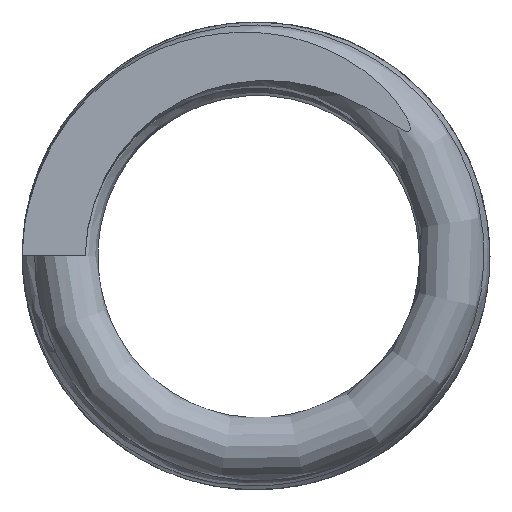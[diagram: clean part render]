
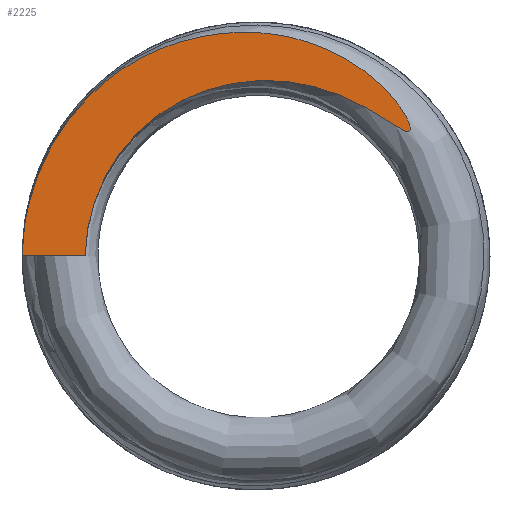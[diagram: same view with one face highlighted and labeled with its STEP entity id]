
A CAD part, front view. The second image highlights one B-rep face of the part: STEP entity #2225.
In plain terms, the highlighted planar face has unit normal (0, -1, 0).
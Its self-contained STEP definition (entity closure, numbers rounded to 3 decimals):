
#4 = CARTESIAN_POINT ( 'NONE',  ( 2.163, 0., 3.648 ) ) ;
#14 = CARTESIAN_POINT ( 'NONE',  ( -1.487, 0., 4.24 ) ) ;
#26 = CARTESIAN_POINT ( 'NONE',  ( -4.625, 0., 0. ) ) ;
#236 = ORIENTED_EDGE ( 'NONE', *, *, #1143, .F. ) ;
#250 = CARTESIAN_POINT ( 'NONE',  ( -2.637, 0., 2.114 ) ) ;
#263 = CARTESIAN_POINT ( 'NONE',  ( 1.069, 0., 3.375 ) ) ;
#275 = CARTESIAN_POINT ( 'NONE',  ( 3.036, 0., 2.472 ) ) ;
#289 = CARTESIAN_POINT ( 'NONE',  ( 1.652, 0., 3.971 ) ) ;
#302 = CARTESIAN_POINT ( 'NONE',  ( -2.053, 0., 4.027 ) ) ;
#313 = CARTESIAN_POINT ( 'NONE',  ( -4.625, 0., 0. ) ) ;
#390 = EDGE_LOOP ( 'NONE', ( #2754, #236 ) ) ;
#524 = CARTESIAN_POINT ( 'NONE',  ( -2.218, 0., 2.567 ) ) ;
#535 = CARTESIAN_POINT ( 'NONE',  ( 1.659, 0., 3.185 ) ) ;
#559 = CARTESIAN_POINT ( 'NONE',  ( 3.049, 0., 2.535 ) ) ;
#576 = CARTESIAN_POINT ( 'NONE',  ( 1.097, 0., 4.212 ) ) ;
#591 = CARTESIAN_POINT ( 'NONE',  ( -2.923, 0., 3.514 ) ) ;
#697 = LINE ( 'NONE', #2710, #2205 ) ;
#795 = CARTESIAN_POINT ( 'NONE',  ( -3.375, 0., 0. ) ) ;
#804 = CARTESIAN_POINT ( 'NONE',  ( -1.719, 0., 2.938 ) ) ;
#817 = CARTESIAN_POINT ( 'NONE',  ( 2.217, 0., 2.911 ) ) ;
#824 = CARTESIAN_POINT ( 'NONE',  ( 3.014, 0., 2.658 ) ) ;
#838 = CARTESIAN_POINT ( 'NONE',  ( 0.51, 0., 4.364 ) ) ;
#847 = CARTESIAN_POINT ( 'NONE',  ( -3.496, 0., 2.952 ) ) ;
#1046 = CARTESIAN_POINT ( 'NONE',  ( -1.166, 0., 3.215 ) ) ;
#1056 = CARTESIAN_POINT ( 'NONE',  ( 2.656, 0., 2.637 ) ) ;
#1060 = CARTESIAN_POINT ( 'NONE',  ( -3.375, 0., 0. ) ) ;
#1067 = CARTESIAN_POINT ( 'NONE',  ( 2.945, 0., 2.795 ) ) ;
#1078 = CARTESIAN_POINT ( 'NONE',  ( -0.091, 0., 4.426 ) ) ;
#1087 = CARTESIAN_POINT ( 'NONE',  ( -3.865, 0., 2.471 ) ) ;
#1143 = EDGE_CURVE ( 'NONE', #2128, #2999, #697, .T. ) ;
#1270 = CARTESIAN_POINT ( 'NONE',  ( -3.273, 0., 0.818 ) ) ;
#1280 = CARTESIAN_POINT ( 'NONE',  ( -0.57, 0., 3.395 ) ) ;
#1294 = CARTESIAN_POINT ( 'NONE',  ( 2.877, 0., 2.502 ) ) ;
#1296 = PLANE ( 'NONE',  #2561 ) ;
#1301 = CARTESIAN_POINT ( 'NONE',  ( 2.806, 0., 3.008 ) ) ;
#1314 = CARTESIAN_POINT ( 'NONE',  ( -0.697, 0., 4.402 ) ) ;
#1326 = CARTESIAN_POINT ( 'NONE',  ( -4.339, 0., 1.586 ) ) ;
#1528 = CARTESIAN_POINT ( 'NONE',  ( -3.065, 0., 1.406 ) ) ;
#1539 = CARTESIAN_POINT ( 'NONE',  ( 0.042, 0., 3.474 ) ) ;
#1549 = CARTESIAN_POINT ( 'NONE',  ( 2.985, 0., 2.461 ) ) ;
#1554 = DIRECTION ( 'NONE',  ( 0., 1., 0. ) ) ;
#1561 = CARTESIAN_POINT ( 'NONE',  ( 2.472, 0., 3.386 ) ) ;
#1573 = CARTESIAN_POINT ( 'NONE',  ( -1.291, 0., 4.295 ) ) ;
#1584 = CARTESIAN_POINT ( 'NONE',  ( -4.622, 0., 0.406 ) ) ;
#1718 = FACE_OUTER_BOUND ( 'NONE', #390, .T. ) ;
#1773 = CARTESIAN_POINT ( 'NONE',  ( -2.761, 0., 1.944 ) ) ;
#1787 = CARTESIAN_POINT ( 'NONE',  ( 0.664, 0., 3.449 ) ) ;
#1797 = CARTESIAN_POINT ( 'NONE',  ( 3.024, 0., 2.464 ) ) ;
#1805 = CARTESIAN_POINT ( 'NONE',  ( 1.996, 0., 3.765 ) ) ;
#1814 = CARTESIAN_POINT ( 'NONE',  ( -1.868, 0., 4.106 ) ) ;
#1924 = B_SPLINE_CURVE_WITH_KNOTS ( 'NONE', 3,
 ( #795, #2237, #2709, #1270, #2933, #1528, #3194, #1773, #250, #2023, #524, #2245, #804, #2476, #1046, #2718, #1280, #2946, #1539, #3205, #1787, #263, #2027, #535, #2251, #817, #2484, #1056, #2728, #1294, #2952, #1549, #3212, #1797, #275, #2035, #559, #2261, #824, #2497, #1067, #2736, #1301, #2964, #1561, #4, #1805, #289, #2046, #576, #2272, #838, #2511, #1078, #2743, #1314, #2974, #1573, #14, #1814, #302, #2053, #591, #2281, #847, #2523, #1087, #2753, #1326, #2986, #1584, #26 ),
 .UNSPECIFIED., .F., .F.,
 ( 4, 2, 2, 2, 2, 2, 2, 2, 2, 2, 2, 2, 2, 2, 2, 2, 2, 2, 2, 2, 2, 2, 2, 2, 2, 2, 2, 2, 2, 2, 2, 2, 2, 2, 2, 4 ),
 ( 0., 0.001, 0.001, 0.002, 0.002, 0.003, 0.004, 0.004, 0.005, 0.006, 0.006, 0.007, 0.007, 0.008, 0.008, 0.008, 0.009, 0.009, 0.009, 0.009, 0.009, 0.009, 0.01, 0.011, 0.011, 0.012, 0.012, 0.013, 0.014, 0.014, 0.015, 0.016, 0.017, 0.017, 0.019, 0.02 ),
 .UNSPECIFIED. ) ;
#2023 = CARTESIAN_POINT ( 'NONE',  ( -2.366, 0., 2.424 ) ) ;
#2027 = CARTESIAN_POINT ( 'NONE',  ( 1.268, 0., 3.322 ) ) ;
#2035 = CARTESIAN_POINT ( 'NONE',  ( 3.053, 0., 2.507 ) ) ;
#2046 = CARTESIAN_POINT ( 'NONE',  ( 1.472, 0., 4.06 ) ) ;
#2053 = CARTESIAN_POINT ( 'NONE',  ( -2.587, 0., 3.752 ) ) ;
#2128 = VERTEX_POINT ( 'NONE', #1060 ) ;
#2205 = VECTOR ( 'NONE', #3207, 1000. ) ;
#2225 = ADVANCED_FACE ( 'NONE', ( #1718 ), #1296, .F. ) ;
#2237 = CARTESIAN_POINT ( 'NONE',  ( -3.373, 0., 0.209 ) ) ;
#2245 = CARTESIAN_POINT ( 'NONE',  ( -1.895, 0., 2.823 ) ) ;
#2251 = CARTESIAN_POINT ( 'NONE',  ( 1.85, 0., 3.101 ) ) ;
#2261 = CARTESIAN_POINT ( 'NONE',  ( 3.034, 0., 2.61 ) ) ;
#2272 = CARTESIAN_POINT ( 'NONE',  ( 0.902, 0., 4.273 ) ) ;
#2281 = CARTESIAN_POINT ( 'NONE',  ( -3.36, 0., 3.1 ) ) ;
#2476 = CARTESIAN_POINT ( 'NONE',  ( -1.355, 0., 3.133 ) ) ;
#2484 = CARTESIAN_POINT ( 'NONE',  ( 2.394, 0., 2.804 ) ) ;
#2497 = CARTESIAN_POINT ( 'NONE',  ( 2.97, 0., 2.75 ) ) ;
#2511 = CARTESIAN_POINT ( 'NONE',  ( 0.311, 0., 4.394 ) ) ;
#2523 = CARTESIAN_POINT ( 'NONE',  ( -3.748, 0., 2.639 ) ) ;
#2561 = AXIS2_PLACEMENT_3D ( 'NONE', #2730, #1554, #3216 ) ;
#2709 = CARTESIAN_POINT ( 'NONE',  ( -3.352, 0., 0.414 ) ) ;
#2710 = CARTESIAN_POINT ( 'NONE',  ( -4., 0., 0. ) ) ;
#2718 = CARTESIAN_POINT ( 'NONE',  ( -0.774, 0., 3.346 ) ) ;
#2728 = CARTESIAN_POINT ( 'NONE',  ( 2.742, 0., 2.58 ) ) ;
#2730 = CARTESIAN_POINT ( 'NONE',  ( 0., 0., 0. ) ) ;
#2736 = CARTESIAN_POINT ( 'NONE',  ( 2.866, 0., 2.925 ) ) ;
#2743 = CARTESIAN_POINT ( 'NONE',  ( -0.295, 0., 4.427 ) ) ;
#2753 = CARTESIAN_POINT ( 'NONE',  ( -4.178, 0., 1.954 ) ) ;
#2754 = ORIENTED_EDGE ( 'NONE', *, *, #2803, .T. ) ;
#2803 = EDGE_CURVE ( 'NONE', #2128, #2999, #1924, .T. ) ;
#2933 = CARTESIAN_POINT ( 'NONE',  ( -3.215, 0., 1.019 ) ) ;
#2946 = CARTESIAN_POINT ( 'NONE',  ( -0.163, 0., 3.459 ) ) ;
#2952 = CARTESIAN_POINT ( 'NONE',  ( 2.922, 0., 2.475 ) ) ;
#2964 = CARTESIAN_POINT ( 'NONE',  ( 2.615, 0., 3.244 ) ) ;
#2974 = CARTESIAN_POINT ( 'NONE',  ( -0.896, 0., 4.375 ) ) ;
#2986 = CARTESIAN_POINT ( 'NONE',  ( -4.563, 0., 0.805 ) ) ;
#2999 = VERTEX_POINT ( 'NONE', #313 ) ;
#3194 = CARTESIAN_POINT ( 'NONE',  ( -2.974, 0., 1.591 ) ) ;
#3205 = CARTESIAN_POINT ( 'NONE',  ( 0.456, 0., 3.469 ) ) ;
#3207 = DIRECTION ( 'NONE',  ( -1., 0., 0. ) ) ;
#3212 = CARTESIAN_POINT ( 'NONE',  ( 2.998, 0., 2.459 ) ) ;
#3216 = DIRECTION ( 'NONE',  ( 0., 0., 1. ) ) ;
